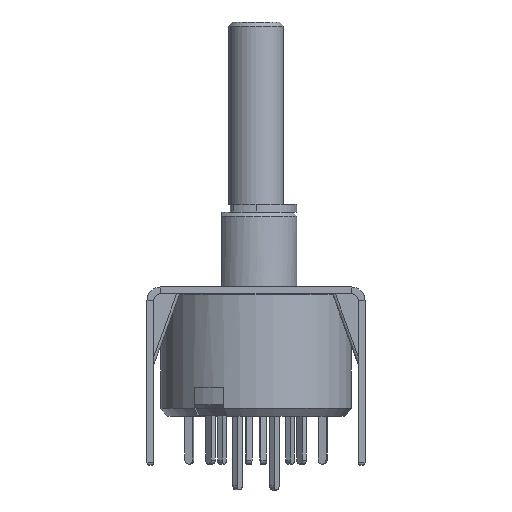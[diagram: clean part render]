
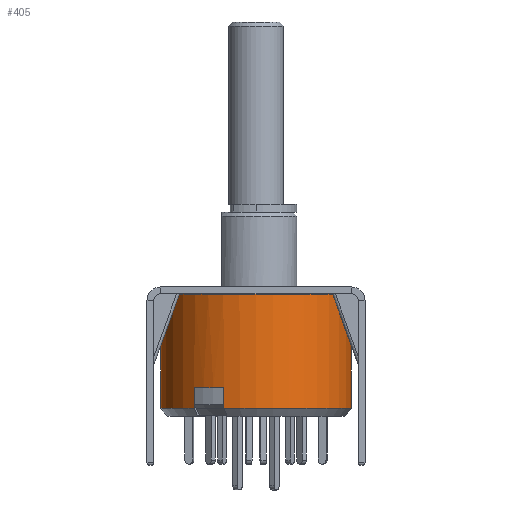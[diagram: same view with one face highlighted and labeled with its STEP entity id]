
A CAD part, front view. The second image highlights one B-rep face of the part: STEP entity #405.
In plain terms, the highlighted cylindrical face has radius 7 mm (diameter 14 mm), a partial arc.
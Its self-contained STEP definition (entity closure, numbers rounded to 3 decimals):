
#14 = CARTESIAN_POINT ( 'NONE',  ( -2.361, -6.59, -7.4 ) ) ;
#405 = ADVANCED_FACE ( 'NONE', ( #12819 ), #9431, .T. ) ;
#448 = VERTEX_POINT ( 'NONE', #7112 ) ;
#995 = VERTEX_POINT ( 'NONE', #8184 ) ;
#1101 = LINE ( 'NONE', #2702, #2125 ) ;
#1266 = CARTESIAN_POINT ( 'NONE',  ( 7., 0., 0.95 ) ) ;
#1453 = CIRCLE ( 'NONE', #6533, 7. ) ;
#1547 = EDGE_CURVE ( 'NONE', #11565, #7972, #13800, .T. ) ;
#1672 = DIRECTION ( 'NONE',  ( -1., 0., 0. ) ) ;
#1961 = LINE ( 'NONE', #11618, #9470 ) ;
#2125 = VECTOR ( 'NONE', #6016, 1000. ) ;
#2142 = AXIS2_PLACEMENT_3D ( 'NONE', #9581, #10716, #11755 ) ;
#2214 = VERTEX_POINT ( 'NONE', #9404 ) ;
#2509 = CARTESIAN_POINT ( 'NONE',  ( -4.526, -5.34, -7.4 ) ) ;
#2702 = CARTESIAN_POINT ( 'NONE',  ( 7., 0., 9. ) ) ;
#3689 = DIRECTION ( 'NONE',  ( 0., 0., 1. ) ) ;
#3847 = DIRECTION ( 'NONE',  ( 0., 0., -1. ) ) ;
#3849 = ORIENTED_EDGE ( 'NONE', *, *, #6949, .T. ) ;
#4023 = CARTESIAN_POINT ( 'NONE',  ( -7., 0., 9. ) ) ;
#4141 = ORIENTED_EDGE ( 'NONE', *, *, #7932, .F. ) ;
#4145 = DIRECTION ( 'NONE',  ( 1., 0., 0. ) ) ;
#4452 = CARTESIAN_POINT ( 'NONE',  ( 0., 0., -5.9 ) ) ;
#4951 = CARTESIAN_POINT ( 'NONE',  ( 0., 0., -7.4 ) ) ;
#5018 = EDGE_CURVE ( 'NONE', #2214, #11762, #8192, .T. ) ;
#5075 = CIRCLE ( 'NONE', #12329, 7. ) ;
#5211 = DIRECTION ( 'NONE',  ( 0., 0., -1. ) ) ;
#5483 = ORIENTED_EDGE ( 'NONE', *, *, #5018, .T. ) ;
#6016 = DIRECTION ( 'NONE',  ( 0., 0., -1. ) ) ;
#6466 = EDGE_CURVE ( 'NONE', #10684, #2214, #5075, .T. ) ;
#6533 = AXIS2_PLACEMENT_3D ( 'NONE', #4951, #9266, #9078 ) ;
#6861 = ORIENTED_EDGE ( 'NONE', *, *, #12172, .F. ) ;
#6949 = EDGE_CURVE ( 'NONE', #995, #13163, #1961, .T. ) ;
#7112 = CARTESIAN_POINT ( 'NONE',  ( 7., 0., -7.4 ) ) ;
#7336 = CIRCLE ( 'NONE', #12181, 7. ) ;
#7536 = EDGE_CURVE ( 'NONE', #10684, #448, #1101, .T. ) ;
#7568 = VECTOR ( 'NONE', #3689, 1000. ) ;
#7621 = CARTESIAN_POINT ( 'NONE',  ( -4.526, -5.34, -5.9 ) ) ;
#7932 = EDGE_CURVE ( 'NONE', #11565, #11762, #8381, .T. ) ;
#7972 = VERTEX_POINT ( 'NONE', #7621 ) ;
#8184 = CARTESIAN_POINT ( 'NONE',  ( -2.361, -6.59, -5.9 ) ) ;
#8192 = LINE ( 'NONE', #4023, #12572 ) ;
#8381 = CIRCLE ( 'NONE', #11077, 7. ) ;
#8515 = ORIENTED_EDGE ( 'NONE', *, *, #7536, .F. ) ;
#9078 = DIRECTION ( 'NONE',  ( 1., 0., 0. ) ) ;
#9266 = DIRECTION ( 'NONE',  ( 0., 0., -1. ) ) ;
#9404 = CARTESIAN_POINT ( 'NONE',  ( -7., 0., 0.95 ) ) ;
#9431 = CYLINDRICAL_SURFACE ( 'NONE', #2142, 7. ) ;
#9470 = VECTOR ( 'NONE', #5211, 1000. ) ;
#9581 = CARTESIAN_POINT ( 'NONE',  ( 0., 0., 9. ) ) ;
#10218 = CARTESIAN_POINT ( 'NONE',  ( -4.526, -5.34, 9. ) ) ;
#10368 = CARTESIAN_POINT ( 'NONE',  ( 0., 0., 0.95 ) ) ;
#10563 = CARTESIAN_POINT ( 'NONE',  ( -7., 0., -7.4 ) ) ;
#10684 = VERTEX_POINT ( 'NONE', #1266 ) ;
#10716 = DIRECTION ( 'NONE',  ( 0., 0., -1. ) ) ;
#10719 = EDGE_CURVE ( 'NONE', #7972, #995, #7336, .T. ) ;
#10764 = ORIENTED_EDGE ( 'NONE', *, *, #6466, .T. ) ;
#10934 = ORIENTED_EDGE ( 'NONE', *, *, #10719, .T. ) ;
#10940 = EDGE_LOOP ( 'NONE', ( #8515, #10764, #5483, #4141, #11230, #10934, #3849, #6861 ) ) ;
#11072 = DIRECTION ( 'NONE',  ( 0., 0., 1. ) ) ;
#11077 = AXIS2_PLACEMENT_3D ( 'NONE', #13882, #13934, #4145 ) ;
#11230 = ORIENTED_EDGE ( 'NONE', *, *, #1547, .T. ) ;
#11565 = VERTEX_POINT ( 'NONE', #2509 ) ;
#11618 = CARTESIAN_POINT ( 'NONE',  ( -2.361, -6.59, 9. ) ) ;
#11755 = DIRECTION ( 'NONE',  ( -1., 0., 0. ) ) ;
#11762 = VERTEX_POINT ( 'NONE', #10563 ) ;
#12145 = DIRECTION ( 'NONE',  ( -1., 0., 0. ) ) ;
#12172 = EDGE_CURVE ( 'NONE', #448, #13163, #1453, .T. ) ;
#12181 = AXIS2_PLACEMENT_3D ( 'NONE', #4452, #11072, #12145 ) ;
#12329 = AXIS2_PLACEMENT_3D ( 'NONE', #10368, #3847, #1672 ) ;
#12572 = VECTOR ( 'NONE', #13855, 1000. ) ;
#12819 = FACE_OUTER_BOUND ( 'NONE', #10940, .T. ) ;
#13163 = VERTEX_POINT ( 'NONE', #14 ) ;
#13800 = LINE ( 'NONE', #10218, #7568 ) ;
#13855 = DIRECTION ( 'NONE',  ( 0., 0., -1. ) ) ;
#13882 = CARTESIAN_POINT ( 'NONE',  ( 0., 0., -7.4 ) ) ;
#13934 = DIRECTION ( 'NONE',  ( 0., 0., -1. ) ) ;
